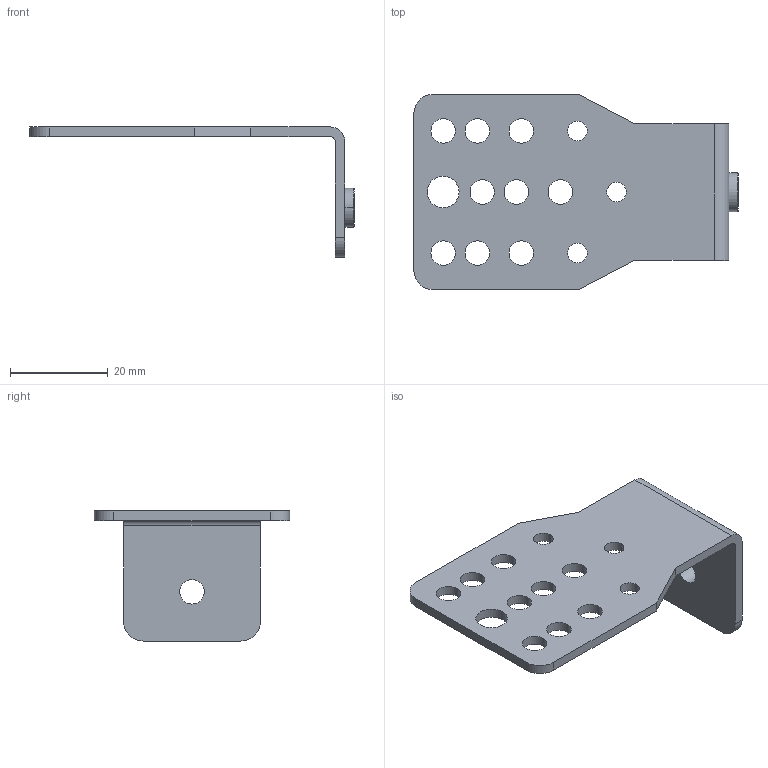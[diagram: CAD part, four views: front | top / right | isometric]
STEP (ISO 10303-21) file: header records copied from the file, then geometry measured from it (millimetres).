
FILE_DESCRIPTION((''),'2;1');
FILE_NAME('001101679_LG_V_ASM','2023-03-08T07:26:44',('klemen.sitar'),('Audax d.o.o.'),'CREO PARAMETRIC BY PTC INC, 2021304','CREO PARAMETRIC BY PTC INC, 2021304','');
FILE_SCHEMA(('AP242_MANAGED_MODEL_BASED_3D_ENGINEERING_MIM_LF { 1 0 10303 442 1 1 4 }'));
Length unit declared in the file: millimetre
Products named in the file (4): OPEN_CASCADE_STEP_TRANSLAT-4348; OPEN_CASCADE_STEP_TRANSLATOR-10_ASM; T1_ASM; 001101679_LG_V_ASM
Assembly tree (3 placements, depth 4):
  001101679_LG_V_ASM
    T1_ASM
      OPEN_CASCADE_STEP_TRANSLATOR-10_ASM
        OPEN_CASCADE_STEP_TRANSLAT-4348
Bounding box: 66.4 x 40 x 26.65 mm (x, y, z)
Volume: 5388.1 mm3; surface area: 6317.8 mm2
Topology: 1 solids, 1 shells, 51 faces, 142 edges, 94 vertices
Faces by surface type: cylinder 36, plane 13, cone 2
Entity records: 2966 total; most frequent: DIRECTION 336, CARTESIAN_POINT 304, ORIENTED_EDGE 284, PRESENTATION_STYLE_ASSIGNMENT 194, STYLED_ITEM 194, COLOUR_RGB 188, CURVE_STYLE 142, EDGE_CURVE 142
